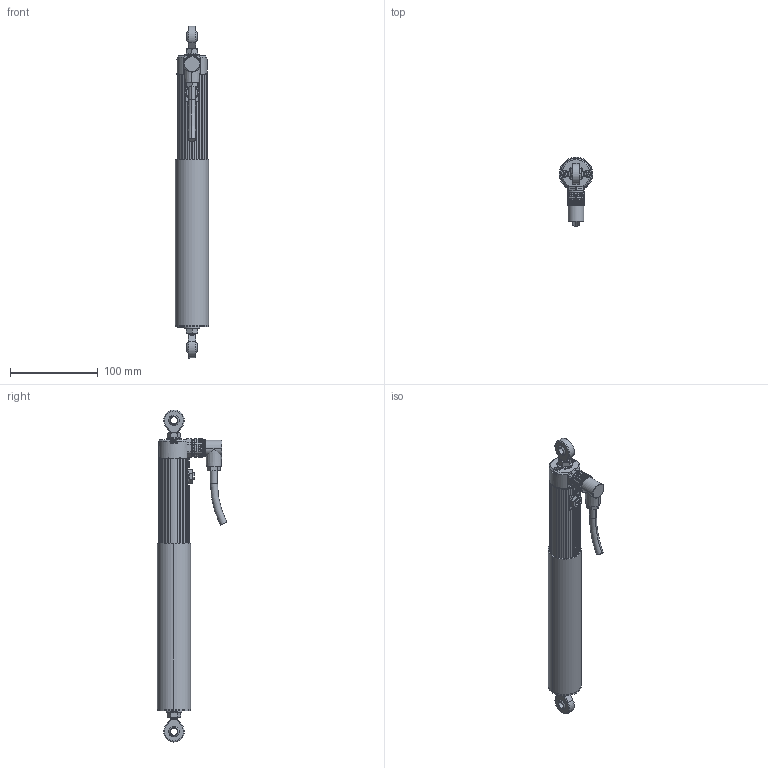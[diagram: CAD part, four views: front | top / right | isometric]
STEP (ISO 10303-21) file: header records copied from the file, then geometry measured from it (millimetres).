
FILE_DESCRIPTION (( 'STEP AP214' ), '1' );
FILE_NAME ('LWX_mit Schutzrohr~00ID.STEP', '2005-12-14T13:21:13', ( 'novotechnik' ), ( 'novotechnik' ), 'SwSTEP 2.0', 'SolidWorks 2005235', '' );
FILE_SCHEMA (( 'AUTOMOTIVE_DESIGN' ));
Length unit declared in the file: millimetre
Products named in the file (28): Gelenkkopf~00ID_Standard; Lagerflansch~01ID_Standard; LWX_mit Schutzrohr~00ID; Schraubnippel~01ID_Standard; Abdeckplatte~02ID_Standard; Linsenschraube__M3,5x30~00ID_Standard; Gehäuse~02ID_515642_LWG_US<standard>; Flachdichtung_LWG~03ID_Standard; Scheibe_DIN_125_ST_8,4~00ID_Standard; Sechskantmutter_DIN_EN_24035-M8~00ID_Standard; 517037~00ID_Standard; Schutzrohr~00ID_Standard; Schutzrohr_BG~00ID_Standard; Unterlegscheibe~00ID_Standard; Hirschmann_Steckergehäuse~00ID_Standard; Hirschmann_Schraubverriegelung_ELWIKA_5012_PG9~00ID_Standard; Verschlussstopfen~00ID_Standard; Flanschstecker-M12bear~03ID_für LWX <standard>; Steckerflansch~02ID_Standard; Hirschmann_Steckermutter~00ID_Standard; Hirschmann_Anschlusskabel~00ID_Standard; Verschraubung~00ID_Standard; M16x1,5_Einschraubbuchsebear~03ID_Standard; Einbaustecker~03ID_f黵 LWX<standard>; Sechskantmutter~00ID_Standard; Schubstange~01ID_Standard; Klemmeinsatz~00ID_Standard; Überwurfmutter~00ID_Standard
Assembly tree (37 placements, depth 3):
  LWX_mit Schutzrohr~00ID
    Überwurfmutter~00ID_Standard
    Sechskantmutter_DIN_EN_24035-M8~00ID_Standard
    Linsenschraube__M3,5x30~00ID_Standard  x4
    Unterlegscheibe~00ID_Standard  x4
    Klemmeinsatz~00ID_Standard
    Flachdichtung_LWG~03ID_Standard  x3
    Gelenkkopf~00ID_Standard  x2
    Gehäuse~02ID_515642_LWG_US<standard>
    Schubstange~01ID_Standard
    Scheibe_DIN_125_ST_8,4~00ID_Standard
    Verschlussstopfen~00ID_Standard
    Flanschstecker-M12bear~03ID_für LWX <standard>
      M16x1,5_Einschraubbuchsebear~03ID_Standard
      Einbaustecker~03ID_f黵 LWX<standard>
    Verschraubung~00ID_Standard
    Hirschmann_Schraubverriegelung_ELWIKA_5012_PG9~00ID_Standard
      Hirschmann_Steckermutter~00ID_Standard
      Hirschmann_Anschlusskabel~00ID_Standard
      Hirschmann_Steckergehäuse~00ID_Standard
    Schutzrohr_BG~00ID_Standard
      Schutzrohr~00ID_Standard
      517037~00ID_Standard
    Lagerflansch~01ID_Standard
    Sechskantmutter~00ID_Standard  x2
    Abdeckplatte~02ID_Standard
    Steckerflansch~02ID_Standard
    Schraubnippel~01ID_Standard
Bounding box: 38 x 79.13 x 378.64 mm (x, y, z)
Volume: 335575.5 mm3; surface area: 128085.3 mm2
Topology: 38 solids, 38 shells, 1428 faces, 3569 edges, 2297 vertices
Faces by surface type: plane 564, cylinder 449, cone 285, bspline 57, torus 55, sphere 18
Entity records: 41976 total; most frequent: CARTESIAN_POINT 12136, DIRECTION 5905, ORIENTED_EDGE 5874, EDGE_CURVE 2937, AXIS2_PLACEMENT_3D 2308, VERTEX_POINT 1905, EDGE_LOOP 1300, LINE 1289
